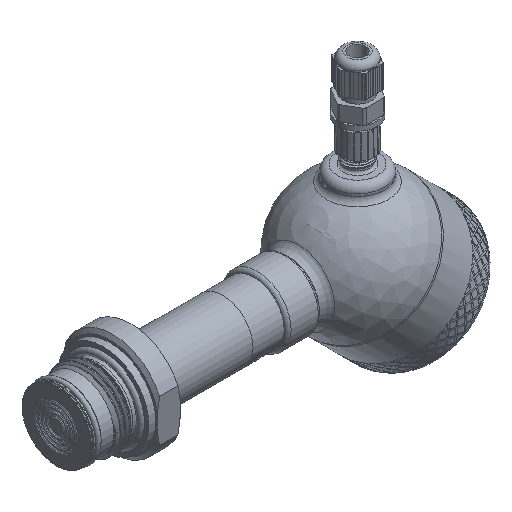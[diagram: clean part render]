
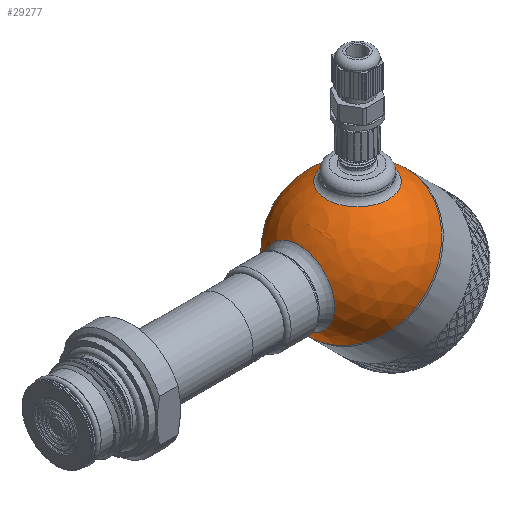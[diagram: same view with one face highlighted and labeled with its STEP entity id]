
A CAD part, isometric view. The second image highlights one B-rep face of the part: STEP entity #29277.
In plain terms, the highlighted spherical face has radius 30 mm.
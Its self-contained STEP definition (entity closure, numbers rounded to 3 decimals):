
#43=SPHERICAL_SURFACE('',#30500,30.);
#427=FACE_BOUND('',#10142,.T.);
#428=FACE_BOUND('',#10143,.T.);
#8143=FACE_OUTER_BOUND('',#10141,.T.);
#10141=EDGE_LOOP('',(#25720,#25721,#25722,#25723));
#10142=EDGE_LOOP('',(#25724));
#10143=EDGE_LOOP('',(#25725));
#10825=CIRCLE('',#30497,15.643);
#10828=CIRCLE('',#30501,30.);
#10829=CIRCLE('',#30502,30.);
#10830=CIRCLE('',#30503,30.);
#10831=CIRCLE('',#30504,13.5);
#13514=VERTEX_POINT('',#65184);
#13516=VERTEX_POINT('',#65190);
#13517=VERTEX_POINT('',#65191);
#13518=VERTEX_POINT('',#65193);
#13519=VERTEX_POINT('',#65196);
#17673=EDGE_CURVE('',#13514,#13514,#10825,.T.);
#17676=EDGE_CURVE('',#13516,#13517,#10828,.T.);
#17677=EDGE_CURVE('',#13516,#13518,#10829,.T.);
#17678=EDGE_CURVE('',#13517,#13516,#10830,.T.);
#17679=EDGE_CURVE('',#13519,#13519,#10831,.T.);
#25720=ORIENTED_EDGE('',*,*,#17676,.F.);
#25721=ORIENTED_EDGE('',*,*,#17677,.T.);
#25722=ORIENTED_EDGE('',*,*,#17677,.F.);
#25723=ORIENTED_EDGE('',*,*,#17678,.F.);
#25724=ORIENTED_EDGE('',*,*,#17673,.F.);
#25725=ORIENTED_EDGE('',*,*,#17679,.F.);
#29277=ADVANCED_FACE('',(#8143,#427,#428),#43,.T.);
#30497=AXIS2_PLACEMENT_3D('',#65185,#33402,#33403);
#30500=AXIS2_PLACEMENT_3D('',#65189,#33408,#33409);
#30501=AXIS2_PLACEMENT_3D('',#65192,#33410,#33411);
#30502=AXIS2_PLACEMENT_3D('',#65194,#33412,#33413);
#30503=AXIS2_PLACEMENT_3D('',#65195,#33414,#33415);
#30504=AXIS2_PLACEMENT_3D('',#65197,#33416,#33417);
#33402=DIRECTION('center_axis',(-0.707,0.,0.707));
#33403=DIRECTION('ref_axis',(0.707,0.,0.707));
#33408=DIRECTION('center_axis',(1.,0.,0.));
#33409=DIRECTION('ref_axis',(0.,-1.,0.));
#33410=DIRECTION('center_axis',(1.,0.,0.));
#33411=DIRECTION('ref_axis',(0.,1.,0.));
#33412=DIRECTION('center_axis',(0.,0.,1.));
#33413=DIRECTION('ref_axis',(0.,1.,0.));
#33414=DIRECTION('center_axis',(1.,0.,0.));
#33415=DIRECTION('ref_axis',(0.,1.,0.));
#33416=DIRECTION('center_axis',(-0.707,0.,-0.707));
#33417=DIRECTION('ref_axis',(-0.707,0.,0.707));
#65184=CARTESIAN_POINT('',(-29.162,0.,7.04));
#65185=CARTESIAN_POINT('Origin',(-18.101,0.,18.101));
#65189=CARTESIAN_POINT('Origin',(0.,0.,0.));
#65190=CARTESIAN_POINT('',(0.,30.,0.));
#65191=CARTESIAN_POINT('',(0.,-30.,0.));
#65192=CARTESIAN_POINT('Origin',(0.,0.,0.));
#65193=CARTESIAN_POINT('',(-30.,0.,0.));
#65194=CARTESIAN_POINT('Origin',(0.,0.,0.));
#65195=CARTESIAN_POINT('Origin',(0.,0.,0.));
#65196=CARTESIAN_POINT('',(-9.398,0.,-28.49));
#65197=CARTESIAN_POINT('Origin',(-18.944,0.,-18.944));
